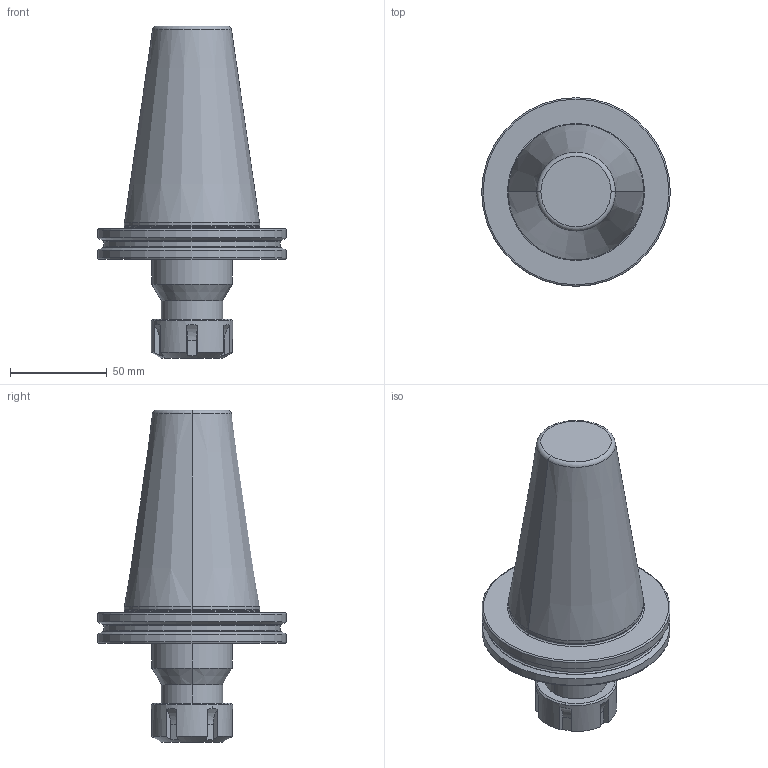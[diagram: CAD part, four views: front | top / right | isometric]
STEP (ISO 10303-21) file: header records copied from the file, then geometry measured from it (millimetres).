
FILE_DESCRIPTION(/* description */ (''),/* implementation_level */ '2;1');
FILE_NAME(/* name */ '1624019230960.stp',/* time_stamp */ '2021-06-18T17:57:23+05:00',/* author */ (''),/* organization */ ('SMS'),/* preprocessor_version */ 'ST-DEVELOPER v16.7',/* originating_system */ 'SIEMENS PLM Software NX 12.0',/* authorisation */ '');
FILE_SCHEMA (('AUTOMOTIVE_DESIGN { 1 0 10303 214 3 1 1 1 }'));
Length unit declared in the file: millimetre
Products named in the file (1): 203577060mod000_00
Bounding box: 97.45 x 97.45 x 171.6 mm (x, y, z)
Volume: 433065.2 mm3; surface area: 43372 mm2
Topology: 1 solids, 1 shells, 64 faces, 151 edges, 97 vertices
Faces by surface type: plane 25, cylinder 17, cone 12, torus 10
Full cylindrical faces by diameter (mm): 91 x1, 97.45 x2
Entity records: 1930 total; most frequent: CARTESIAN_POINT 436, DIRECTION 305, ORIENTED_EDGE 302, EDGE_CURVE 151, AXIS2_PLACEMENT_3D 126, VERTEX_POINT 94, EDGE_LOOP 69, ADVANCED_FACE 64
